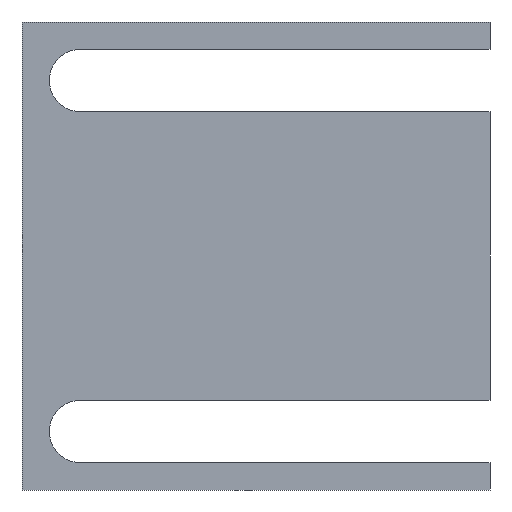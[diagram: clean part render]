
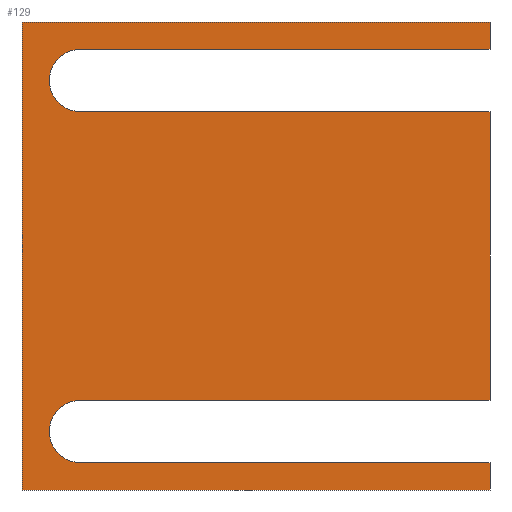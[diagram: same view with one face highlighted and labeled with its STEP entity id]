
A CAD part, left-side view. The second image highlights one B-rep face of the part: STEP entity #129.
In plain terms, the highlighted planar face has unit normal (-1, 0, 0).
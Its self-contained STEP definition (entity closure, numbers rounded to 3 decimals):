
#6 = ORIENTED_EDGE ( 'NONE', *, *, #68, .F. ) ;
#7 = ORIENTED_EDGE ( 'NONE', *, *, #71, .F. ) ;
#8 = ORIENTED_EDGE ( 'NONE', *, *, #70, .T. ) ;
#9 = ORIENTED_EDGE ( 'NONE', *, *, #72, .F. ) ;
#10 = ORIENTED_EDGE ( 'NONE', *, *, #69, .F. ) ;
#11 = ORIENTED_EDGE ( 'NONE', *, *, #66, .F. ) ;
#12 = ORIENTED_EDGE ( 'NONE', *, *, #60, .F. ) ;
#13 = ORIENTED_EDGE ( 'NONE', *, *, #62, .F. ) ;
#14 = ORIENTED_EDGE ( 'NONE', *, *, #63, .T. ) ;
#15 = ORIENTED_EDGE ( 'NONE', *, *, #64, .F. ) ;
#16 = ORIENTED_EDGE ( 'NONE', *, *, #65, .F. ) ;
#17 = ORIENTED_EDGE ( 'NONE', *, *, #67, .F. ) ;
#27 = EDGE_LOOP ( 'NONE', ( #17, #6, #11, #16, #15, #14, #13, #12, #10, #8, #7, #9 ) ) ;
#59 = AXIS2_PLACEMENT_3D ( 'NONE', #185, #186, #187 ) ;
#60 = EDGE_CURVE ( 'NONE', #155, #143, #376, .T. ) ;
#61 = AXIS2_PLACEMENT_3D ( 'NONE', #170, #171, #172 ) ;
#62 = EDGE_CURVE ( 'NONE', #143, #148, #377, .T. ) ;
#63 = EDGE_CURVE ( 'NONE', #147, #148, #385, .T. ) ;
#64 = EDGE_CURVE ( 'NONE', #147, #146, #384, .T. ) ;
#65 = EDGE_CURVE ( 'NONE', #146, #145, #383, .T. ) ;
#66 = EDGE_CURVE ( 'NONE', #145, #144, #382, .T. ) ;
#67 = EDGE_CURVE ( 'NONE', #158, #156, #378, .T. ) ;
#68 = EDGE_CURVE ( 'NONE', #144, #158, #387, .T. ) ;
#69 = EDGE_CURVE ( 'NONE', #154, #155, #389, .T. ) ;
#70 = EDGE_CURVE ( 'NONE', #154, #149, #398, .T. ) ;
#71 = EDGE_CURVE ( 'NONE', #150, #149, #394, .T. ) ;
#72 = EDGE_CURVE ( 'NONE', #156, #150, #397, .T. ) ;
#103 = AXIS2_PLACEMENT_3D ( 'NONE', #252, #258, #259 ) ;
#129 = ADVANCED_FACE ( 'NONE', ( #430 ), #249, .F. ) ;
#143 = VERTEX_POINT ( 'NONE', #264 ) ;
#144 = VERTEX_POINT ( 'NONE', #278 ) ;
#145 = VERTEX_POINT ( 'NONE', #261 ) ;
#146 = VERTEX_POINT ( 'NONE', #279 ) ;
#147 = VERTEX_POINT ( 'NONE', #275 ) ;
#148 = VERTEX_POINT ( 'NONE', #280 ) ;
#149 = VERTEX_POINT ( 'NONE', #276 ) ;
#150 = VERTEX_POINT ( 'NONE', #281 ) ;
#154 = VERTEX_POINT ( 'NONE', #285 ) ;
#155 = VERTEX_POINT ( 'NONE', #286 ) ;
#156 = VERTEX_POINT ( 'NONE', #287 ) ;
#157 = CARTESIAN_POINT ( 'NONE',  ( 0., 105., -37. ) ) ;
#158 = VERTEX_POINT ( 'NONE', #288 ) ;
#166 = CARTESIAN_POINT ( 'NONE',  ( 0., 0., -37. ) ) ;
#167 = DIRECTION ( 'NONE',  ( 0., 0., -1. ) ) ;
#168 = CARTESIAN_POINT ( 'NONE',  ( 0., 0., -53. ) ) ;
#169 = DIRECTION ( 'NONE',  ( 0., 1., 0. ) ) ;
#170 = CARTESIAN_POINT ( 'NONE',  ( 0., 105., -45. ) ) ;
#171 = DIRECTION ( 'NONE',  ( 1., 0., 0. ) ) ;
#172 = DIRECTION ( 'NONE',  ( 0., 0., 1. ) ) ;
#173 = CARTESIAN_POINT ( 'NONE',  ( 0., 0., -60. ) ) ;
#174 = DIRECTION ( 'NONE',  ( 0., -1., 0. ) ) ;
#175 = CARTESIAN_POINT ( 'NONE',  ( 0., 120., -60. ) ) ;
#176 = DIRECTION ( 'NONE',  ( 0., 0., -1. ) ) ;
#177 = CARTESIAN_POINT ( 'NONE',  ( 0., 0., 60. ) ) ;
#178 = DIRECTION ( 'NONE',  ( 0., 1., 0. ) ) ;
#179 = CARTESIAN_POINT ( 'NONE',  ( 0., 120., 60. ) ) ;
#180 = DIRECTION ( 'NONE',  ( 0., -1., 0. ) ) ;
#181 = CARTESIAN_POINT ( 'NONE',  ( 0., 0., 37. ) ) ;
#182 = DIRECTION ( 'NONE',  ( 0., 0., 1. ) ) ;
#183 = CARTESIAN_POINT ( 'NONE',  ( 0., 0., 53. ) ) ;
#184 = DIRECTION ( 'NONE',  ( 0., -1., 0. ) ) ;
#185 = CARTESIAN_POINT ( 'NONE',  ( 0., 105., 45. ) ) ;
#186 = DIRECTION ( 'NONE',  ( 1., 0., 0. ) ) ;
#187 = DIRECTION ( 'NONE',  ( 0., 0., 1. ) ) ;
#188 = CARTESIAN_POINT ( 'NONE',  ( 0., 105., 53. ) ) ;
#189 = DIRECTION ( 'NONE',  ( 0., 1., 0. ) ) ;
#191 = DIRECTION ( 'NONE',  ( 0., 0., -1. ) ) ;
#249 = PLANE ( 'NONE',  #103 ) ;
#252 = CARTESIAN_POINT ( 'NONE',  ( 0., 0., 0. ) ) ;
#258 = DIRECTION ( 'NONE',  ( 1., 0., 0. ) ) ;
#259 = DIRECTION ( 'NONE',  ( 0., 0., -1. ) ) ;
#261 = CARTESIAN_POINT ( 'NONE',  ( 0., 0., -60. ) ) ;
#264 = CARTESIAN_POINT ( 'NONE',  ( 0., 0., -37. ) ) ;
#275 = CARTESIAN_POINT ( 'NONE',  ( 0., 105., -53. ) ) ;
#276 = CARTESIAN_POINT ( 'NONE',  ( 0., 105., 53. ) ) ;
#278 = CARTESIAN_POINT ( 'NONE',  ( 0., 120., -60. ) ) ;
#279 = CARTESIAN_POINT ( 'NONE',  ( 0., 0., -53. ) ) ;
#280 = CARTESIAN_POINT ( 'NONE',  ( 0., 105., -37. ) ) ;
#281 = CARTESIAN_POINT ( 'NONE',  ( 0., 0., 53. ) ) ;
#285 = CARTESIAN_POINT ( 'NONE',  ( 0., 105., 37. ) ) ;
#286 = CARTESIAN_POINT ( 'NONE',  ( 0., 0., 37. ) ) ;
#287 = CARTESIAN_POINT ( 'NONE',  ( 0., 0., 60. ) ) ;
#288 = CARTESIAN_POINT ( 'NONE',  ( 0., 120., 60. ) ) ;
#376 = LINE ( 'NONE', #166, #379 ) ;
#377 = LINE ( 'NONE', #157, #380 ) ;
#378 = LINE ( 'NONE', #177, #390 ) ;
#379 = VECTOR ( 'NONE', #167, 1000. ) ;
#380 = VECTOR ( 'NONE', #169, 1000. ) ;
#381 = VECTOR ( 'NONE', #174, 1000. ) ;
#382 = LINE ( 'NONE', #175, #388 ) ;
#383 = LINE ( 'NONE', #173, #386 ) ;
#384 = LINE ( 'NONE', #168, #381 ) ;
#385 = CIRCLE ( 'NONE', #61, 8. ) ;
#386 = VECTOR ( 'NONE', #176, 1000. ) ;
#387 = LINE ( 'NONE', #179, #391 ) ;
#388 = VECTOR ( 'NONE', #178, 1000. ) ;
#389 = LINE ( 'NONE', #181, #393 ) ;
#390 = VECTOR ( 'NONE', #180, 1000. ) ;
#391 = VECTOR ( 'NONE', #182, 1000. ) ;
#392 = VECTOR ( 'NONE', #189, 1000. ) ;
#393 = VECTOR ( 'NONE', #184, 1000. ) ;
#394 = LINE ( 'NONE', #188, #392 ) ;
#397 = LINE ( 'NONE', #183, #399 ) ;
#398 = CIRCLE ( 'NONE', #59, 8. ) ;
#399 = VECTOR ( 'NONE', #191, 1000. ) ;
#430 = FACE_OUTER_BOUND ( 'NONE', #27, .T. ) ;
